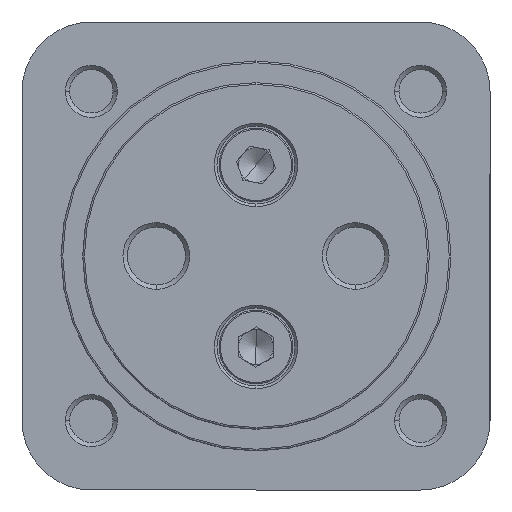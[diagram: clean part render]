
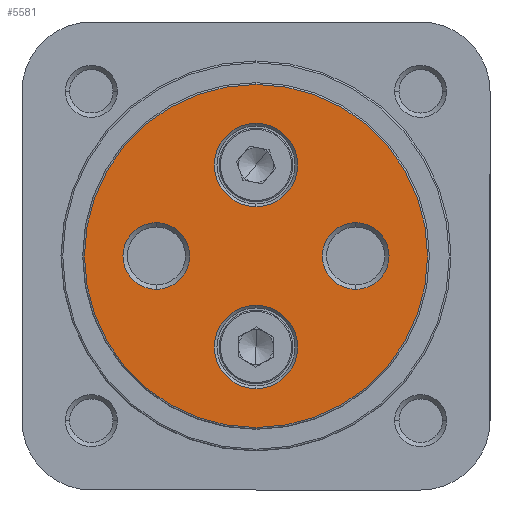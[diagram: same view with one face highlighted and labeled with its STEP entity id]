
A CAD part, left-side view. The second image highlights one B-rep face of the part: STEP entity #5581.
In plain terms, the highlighted planar face has unit normal (-1, 0, 0).
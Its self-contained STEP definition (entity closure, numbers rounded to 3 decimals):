
#180 = AXIS2_PLACEMENT_3D ( 'NONE', #348, #362, #363 ) ;
#348 = CARTESIAN_POINT ( 'NONE',  ( 0., 0., 0. ) ) ;
#359 = PLANE ( 'NONE',  #180 ) ;
#362 = DIRECTION ( 'NONE',  ( 1., 0., 0. ) ) ;
#363 = DIRECTION ( 'NONE',  ( 0., 0., -1. ) ) ;
#1041 = ORIENTED_EDGE ( 'NONE', *, *, #1244, .T. ) ;
#1049 = ORIENTED_EDGE ( 'NONE', *, *, #1665, .T. ) ;
#1243 = EDGE_CURVE ( 'NONE', #5233, #5232, #3125, .T. ) ;
#1244 = EDGE_CURVE ( 'NONE', #5267, #5268, #3126, .T. ) ;
#1246 = EDGE_CURVE ( 'NONE', #5241, #5240, #3128, .T. ) ;
#1247 = EDGE_CURVE ( 'NONE', #5177, #5176, #3129, .T. ) ;
#1248 = EDGE_CURVE ( 'NONE', #5184, #5183, #3130, .T. ) ;
#1610 = EDGE_CURVE ( 'NONE', #5176, #5177, #5715, .T. ) ;
#1614 = EDGE_CURVE ( 'NONE', #5183, #5184, #5721, .T. ) ;
#1642 = EDGE_CURVE ( 'NONE', #5232, #5233, #5763, .T. ) ;
#1646 = EDGE_CURVE ( 'NONE', #5240, #5241, #5765, .T. ) ;
#1665 = EDGE_CURVE ( 'NONE', #5268, #5267, #5786, .T. ) ;
#1778 = AXIS2_PLACEMENT_3D ( 'NONE', #4032, #4033, #4034 ) ;
#1779 = AXIS2_PLACEMENT_3D ( 'NONE', #4035, #4036, #4037 ) ;
#1781 = AXIS2_PLACEMENT_3D ( 'NONE', #4041, #4042, #4043 ) ;
#1782 = AXIS2_PLACEMENT_3D ( 'NONE', #4044, #4045, #4046 ) ;
#1783 = AXIS2_PLACEMENT_3D ( 'NONE', #4047, #4048, #4049 ) ;
#1891 = AXIS2_PLACEMENT_3D ( 'NONE', #4877, #4878, #4879 ) ;
#1893 = AXIS2_PLACEMENT_3D ( 'NONE', #4887, #4888, #6500 ) ;
#1908 = AXIS2_PLACEMENT_3D ( 'NONE', #6569, #6570, #6571 ) ;
#1910 = AXIS2_PLACEMENT_3D ( 'NONE', #6580, #6581, #6582 ) ;
#1929 = AXIS2_PLACEMENT_3D ( 'NONE', #6633, #6639, #6640 ) ;
#2526 = EDGE_LOOP ( 'NONE', ( #5015, #5012 ) ) ;
#2659 = EDGE_LOOP ( 'NONE', ( #5022, #4989 ) ) ;
#2734 = EDGE_LOOP ( 'NONE', ( #5018, #4996 ) ) ;
#2767 = EDGE_LOOP ( 'NONE', ( #4990, #4993 ) ) ;
#2801 = EDGE_LOOP ( 'NONE', ( #1041, #1049 ) ) ;
#3125 = CIRCLE ( 'NONE', #1778, 4.8 ) ;
#3126 = CIRCLE ( 'NONE', #1779, 19.8 ) ;
#3128 = CIRCLE ( 'NONE', #1781, 4.8 ) ;
#3129 = CIRCLE ( 'NONE', #1782, 3.85 ) ;
#3130 = CIRCLE ( 'NONE', #1783, 3.85 ) ;
#4032 = CARTESIAN_POINT ( 'NONE',  ( 0., 0., -10.5 ) ) ;
#4033 = DIRECTION ( 'NONE',  ( 1., 0., 0. ) ) ;
#4034 = DIRECTION ( 'NONE',  ( 0., 0., -1. ) ) ;
#4035 = CARTESIAN_POINT ( 'NONE',  ( 0., 0., 0. ) ) ;
#4036 = DIRECTION ( 'NONE',  ( -1., 0., 0. ) ) ;
#4037 = DIRECTION ( 'NONE',  ( 0., 0., -1. ) ) ;
#4041 = CARTESIAN_POINT ( 'NONE',  ( 0., 0., 10.5 ) ) ;
#4042 = DIRECTION ( 'NONE',  ( 1., 0., 0. ) ) ;
#4043 = DIRECTION ( 'NONE',  ( 0., 0., -1. ) ) ;
#4044 = CARTESIAN_POINT ( 'NONE',  ( 0., -11.5, 0. ) ) ;
#4045 = DIRECTION ( 'NONE',  ( 1., 0., 0. ) ) ;
#4046 = DIRECTION ( 'NONE',  ( 0., 0., -1. ) ) ;
#4047 = CARTESIAN_POINT ( 'NONE',  ( 0., 11.5, 0. ) ) ;
#4048 = DIRECTION ( 'NONE',  ( 1., 0., 0. ) ) ;
#4049 = DIRECTION ( 'NONE',  ( 0., 0., -1. ) ) ;
#4877 = CARTESIAN_POINT ( 'NONE',  ( 0., -11.5, 0. ) ) ;
#4878 = DIRECTION ( 'NONE',  ( 1., 0., 0. ) ) ;
#4879 = DIRECTION ( 'NONE',  ( 0., 0., -1. ) ) ;
#4887 = CARTESIAN_POINT ( 'NONE',  ( 0., 11.5, 0. ) ) ;
#4888 = DIRECTION ( 'NONE',  ( 1., 0., 0. ) ) ;
#4989 = ORIENTED_EDGE ( 'NONE', *, *, #1243, .T. ) ;
#4990 = ORIENTED_EDGE ( 'NONE', *, *, #1646, .T. ) ;
#4993 = ORIENTED_EDGE ( 'NONE', *, *, #1246, .T. ) ;
#4996 = ORIENTED_EDGE ( 'NONE', *, *, #1247, .T. ) ;
#5012 = ORIENTED_EDGE ( 'NONE', *, *, #1248, .T. ) ;
#5015 = ORIENTED_EDGE ( 'NONE', *, *, #1614, .T. ) ;
#5018 = ORIENTED_EDGE ( 'NONE', *, *, #1610, .T. ) ;
#5022 = ORIENTED_EDGE ( 'NONE', *, *, #1642, .T. ) ;
#5176 = VERTEX_POINT ( 'NONE', #6833 ) ;
#5177 = VERTEX_POINT ( 'NONE', #6834 ) ;
#5183 = VERTEX_POINT ( 'NONE', #6840 ) ;
#5184 = VERTEX_POINT ( 'NONE', #6841 ) ;
#5232 = VERTEX_POINT ( 'NONE', #6889 ) ;
#5233 = VERTEX_POINT ( 'NONE', #6890 ) ;
#5240 = VERTEX_POINT ( 'NONE', #6897 ) ;
#5241 = VERTEX_POINT ( 'NONE', #6898 ) ;
#5267 = VERTEX_POINT ( 'NONE', #6924 ) ;
#5268 = VERTEX_POINT ( 'NONE', #6925 ) ;
#5581 = ADVANCED_FACE ( 'NONE', ( #6325, #6331, #6333, #6335, #6321 ), #359, .F. ) ;
#5715 = CIRCLE ( 'NONE', #1891, 3.85 ) ;
#5721 = CIRCLE ( 'NONE', #1893, 3.85 ) ;
#5763 = CIRCLE ( 'NONE', #1908, 4.8 ) ;
#5765 = CIRCLE ( 'NONE', #1910, 4.8 ) ;
#5786 = CIRCLE ( 'NONE', #1929, 19.8 ) ;
#6321 = FACE_BOUND ( 'NONE', #2526, .T. ) ;
#6325 = FACE_OUTER_BOUND ( 'NONE', #2801, .T. ) ;
#6331 = FACE_BOUND ( 'NONE', #2659, .T. ) ;
#6333 = FACE_BOUND ( 'NONE', #2767, .T. ) ;
#6335 = FACE_BOUND ( 'NONE', #2734, .T. ) ;
#6500 = DIRECTION ( 'NONE',  ( 0., 0., -1. ) ) ;
#6569 = CARTESIAN_POINT ( 'NONE',  ( 0., 0., -10.5 ) ) ;
#6570 = DIRECTION ( 'NONE',  ( 1., 0., 0. ) ) ;
#6571 = DIRECTION ( 'NONE',  ( 0., 0., -1. ) ) ;
#6580 = CARTESIAN_POINT ( 'NONE',  ( 0., 0., 10.5 ) ) ;
#6581 = DIRECTION ( 'NONE',  ( 1., 0., 0. ) ) ;
#6582 = DIRECTION ( 'NONE',  ( 0., 0., -1. ) ) ;
#6633 = CARTESIAN_POINT ( 'NONE',  ( 0., 0., 0. ) ) ;
#6639 = DIRECTION ( 'NONE',  ( -1., 0., 0. ) ) ;
#6640 = DIRECTION ( 'NONE',  ( 0., 0., -1. ) ) ;
#6833 = CARTESIAN_POINT ( 'NONE',  ( 0., -11.5, 3.85 ) ) ;
#6834 = CARTESIAN_POINT ( 'NONE',  ( 0., -11.5, -3.85 ) ) ;
#6840 = CARTESIAN_POINT ( 'NONE',  ( 0., 11.5, 3.85 ) ) ;
#6841 = CARTESIAN_POINT ( 'NONE',  ( 0., 11.5, -3.85 ) ) ;
#6889 = CARTESIAN_POINT ( 'NONE',  ( 0., 0., -5.7 ) ) ;
#6890 = CARTESIAN_POINT ( 'NONE',  ( 0., 0., -15.3 ) ) ;
#6897 = CARTESIAN_POINT ( 'NONE',  ( 0., 0., 15.3 ) ) ;
#6898 = CARTESIAN_POINT ( 'NONE',  ( 0., 0., 5.7 ) ) ;
#6924 = CARTESIAN_POINT ( 'NONE',  ( 0., 0., -19.8 ) ) ;
#6925 = CARTESIAN_POINT ( 'NONE',  ( 0., 0., 19.8 ) ) ;
